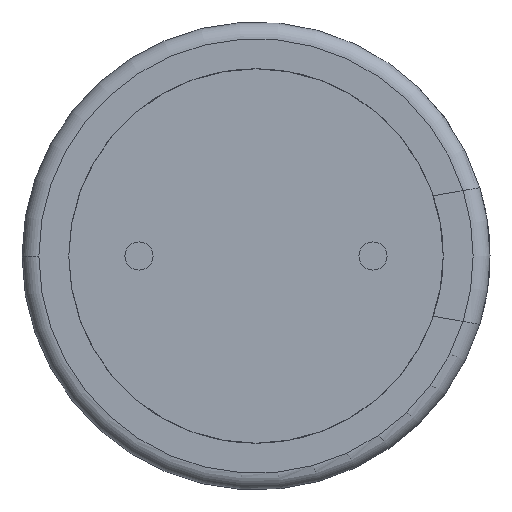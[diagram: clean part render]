
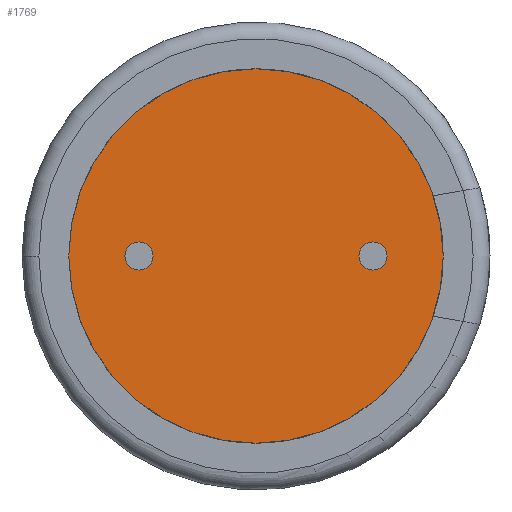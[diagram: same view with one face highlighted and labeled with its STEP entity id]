
A CAD part, front view. The second image highlights one B-rep face of the part: STEP entity #1769.
In plain terms, the highlighted planar face has unit normal (0, -1, 0).
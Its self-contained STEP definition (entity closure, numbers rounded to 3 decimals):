
#20 = EDGE_LOOP ( 'NONE', ( #353, #1662 ) ) ;
#24 = DIRECTION ( 'NONE',  ( 0., -1., 0. ) ) ;
#71 = DIRECTION ( 'NONE',  ( -1., 0., 0. ) ) ;
#79 = EDGE_LOOP ( 'NONE', ( #1408, #1785 ) ) ;
#133 = CIRCLE ( 'NONE', #1738, 0.3 ) ;
#149 = AXIS2_PLACEMENT_3D ( 'NONE', #434, #904, #158 ) ;
#155 = DIRECTION ( 'NONE',  ( -1., 0., 0. ) ) ;
#158 = DIRECTION ( 'NONE',  ( -1., 0., 0. ) ) ;
#180 = CARTESIAN_POINT ( 'NONE',  ( 0., 0., 0. ) ) ;
#213 = CARTESIAN_POINT ( 'NONE',  ( 0., 0., 0. ) ) ;
#229 = CIRCLE ( 'NONE', #239, 0.3 ) ;
#233 = PLANE ( 'NONE',  #274 ) ;
#239 = AXIS2_PLACEMENT_3D ( 'NONE', #316, #895, #155 ) ;
#255 = CARTESIAN_POINT ( 'NONE',  ( 2.5, 0., -0.3 ) ) ;
#274 = AXIS2_PLACEMENT_3D ( 'NONE', #213, #1602, #71 ) ;
#289 = AXIS2_PLACEMENT_3D ( 'NONE', #323, #24, #336 ) ;
#315 = DIRECTION ( 'NONE',  ( 0., 1., 0. ) ) ;
#316 = CARTESIAN_POINT ( 'NONE',  ( 2.5, 0., 0. ) ) ;
#323 = CARTESIAN_POINT ( 'NONE',  ( -2.5, 0., 0. ) ) ;
#331 = VERTEX_POINT ( 'NONE', #340 ) ;
#336 = DIRECTION ( 'NONE',  ( -1., 0., 0. ) ) ;
#340 = CARTESIAN_POINT ( 'NONE',  ( 4., 0., 0. ) ) ;
#353 = ORIENTED_EDGE ( 'NONE', *, *, #1583, .F. ) ;
#434 = CARTESIAN_POINT ( 'NONE',  ( 0., 0., 0. ) ) ;
#438 = EDGE_CURVE ( 'NONE', #1556, #1957, #229, .T. ) ;
#527 = CARTESIAN_POINT ( 'NONE',  ( -4., 0., 0. ) ) ;
#573 = VERTEX_POINT ( 'NONE', #1285 ) ;
#669 = DIRECTION ( 'NONE',  ( 0., -1., 0. ) ) ;
#682 = CARTESIAN_POINT ( 'NONE',  ( -2.5, 0., 0. ) ) ;
#688 = CIRCLE ( 'NONE', #149, 4. ) ;
#786 = CIRCLE ( 'NONE', #840, 0.3 ) ;
#796 = AXIS2_PLACEMENT_3D ( 'NONE', #180, #315, #1691 ) ;
#840 = AXIS2_PLACEMENT_3D ( 'NONE', #682, #669, #1281 ) ;
#841 = EDGE_CURVE ( 'NONE', #331, #1324, #1890, .T. ) ;
#895 = DIRECTION ( 'NONE',  ( 0., -1., 0. ) ) ;
#897 = EDGE_CURVE ( 'NONE', #1449, #573, #1553, .T. ) ;
#904 = DIRECTION ( 'NONE',  ( 0., 1., 0. ) ) ;
#960 = EDGE_LOOP ( 'NONE', ( #1260, #1736 ) ) ;
#1041 = CARTESIAN_POINT ( 'NONE',  ( -2.5, 0., -0.3 ) ) ;
#1165 = DIRECTION ( 'NONE',  ( -1., 0., 0. ) ) ;
#1260 = ORIENTED_EDGE ( 'NONE', *, *, #1858, .F. ) ;
#1281 = DIRECTION ( 'NONE',  ( -1., 0., 0. ) ) ;
#1285 = CARTESIAN_POINT ( 'NONE',  ( -2.5, 0., 0.3 ) ) ;
#1324 = VERTEX_POINT ( 'NONE', #527 ) ;
#1381 = EDGE_CURVE ( 'NONE', #1957, #1556, #133, .T. ) ;
#1408 = ORIENTED_EDGE ( 'NONE', *, *, #438, .F. ) ;
#1439 = FACE_BOUND ( 'NONE', #960, .T. ) ;
#1449 = VERTEX_POINT ( 'NONE', #1041 ) ;
#1553 = CIRCLE ( 'NONE', #289, 0.3 ) ;
#1556 = VERTEX_POINT ( 'NONE', #1840 ) ;
#1583 = EDGE_CURVE ( 'NONE', #1324, #331, #688, .T. ) ;
#1602 = DIRECTION ( 'NONE',  ( 0., 1., 0. ) ) ;
#1662 = ORIENTED_EDGE ( 'NONE', *, *, #841, .F. ) ;
#1691 = DIRECTION ( 'NONE',  ( -1., 0., 0. ) ) ;
#1727 = FACE_BOUND ( 'NONE', #79, .T. ) ;
#1736 = ORIENTED_EDGE ( 'NONE', *, *, #897, .F. ) ;
#1738 = AXIS2_PLACEMENT_3D ( 'NONE', #1768, #1949, #1165 ) ;
#1747 = FACE_OUTER_BOUND ( 'NONE', #20, .T. ) ;
#1768 = CARTESIAN_POINT ( 'NONE',  ( 2.5, 0., 0. ) ) ;
#1769 = ADVANCED_FACE ( 'NONE', ( #1439, #1727, #1747 ), #233, .F. ) ;
#1785 = ORIENTED_EDGE ( 'NONE', *, *, #1381, .F. ) ;
#1840 = CARTESIAN_POINT ( 'NONE',  ( 2.5, 0., 0.3 ) ) ;
#1858 = EDGE_CURVE ( 'NONE', #573, #1449, #786, .T. ) ;
#1890 = CIRCLE ( 'NONE', #796, 4. ) ;
#1949 = DIRECTION ( 'NONE',  ( 0., -1., 0. ) ) ;
#1957 = VERTEX_POINT ( 'NONE', #255 ) ;
